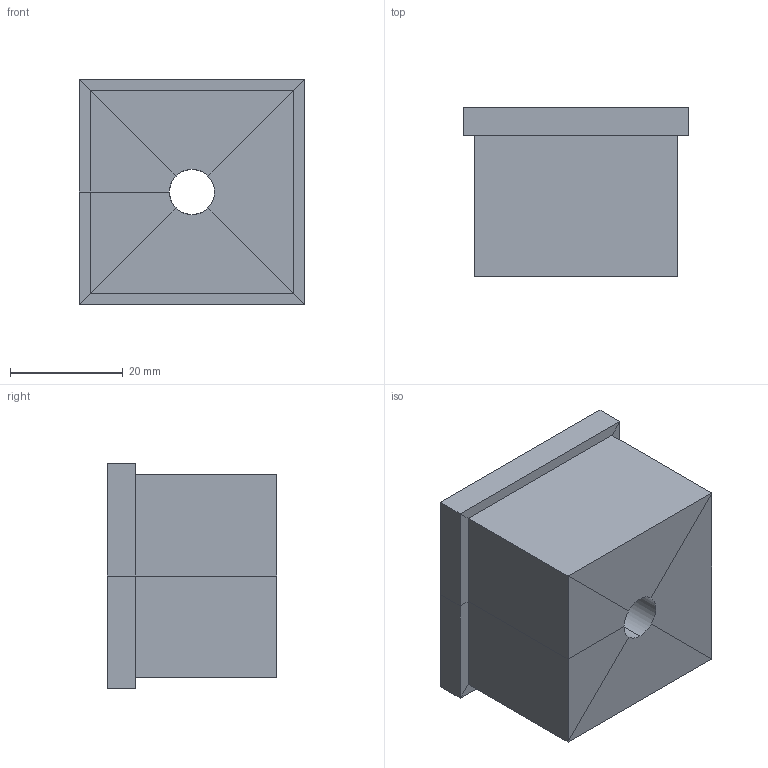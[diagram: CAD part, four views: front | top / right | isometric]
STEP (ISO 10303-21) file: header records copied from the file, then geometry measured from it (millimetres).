
FILE_DESCRIPTION (( 'STEP AP203' ), '1' );
FILE_NAME ('3D-GC2144_40x40x2_188685870.STEP', '2024-10-02T15:00:47', ( '' ), ( '' ), 'SwSTEP 2.0', 'SolidWorks 2024', '' );
FILE_SCHEMA (( 'CONFIG_CONTROL_DESIGN' ));
Length unit declared in the file: millimetre
Products named in the file (1): 3D-GC2144_40x40x2_188685870
Bounding box: 40 x 30 x 40 mm (x, y, z)
Volume: 38878.4 mm3; surface area: 8240 mm2
Topology: 1 solids, 1 shells, 29 faces, 65 edges, 36 vertices
Faces by surface type: plane 25, cone 2, cylinder 2
Entity records: 860 total; most frequent: DIRECTION 141, CARTESIAN_POINT 131, ORIENTED_EDGE 130, EDGE_CURVE 65, VECTOR 49, LINE 49, AXIS2_PLACEMENT_3D 46, VERTEX_POINT 36
